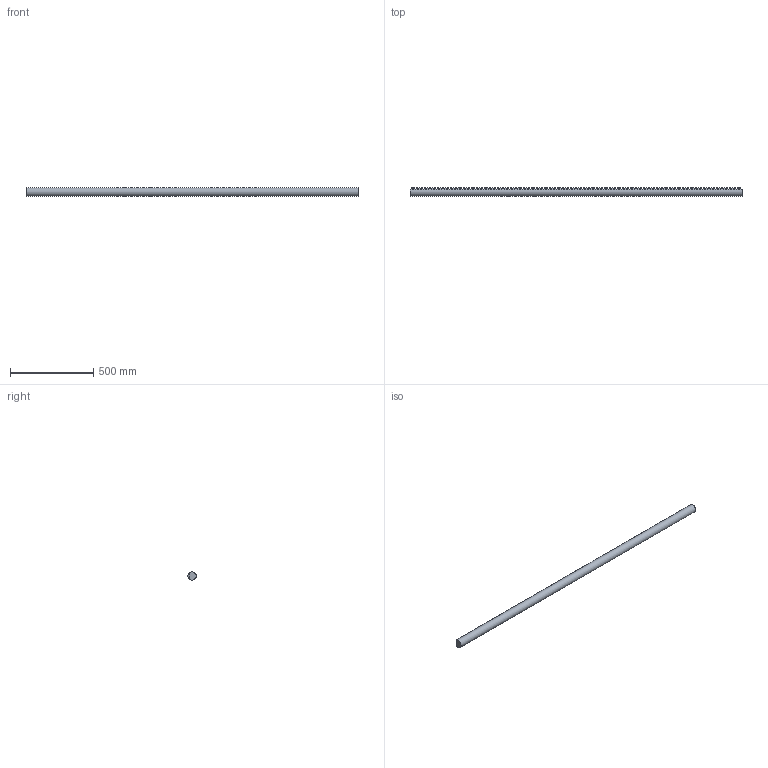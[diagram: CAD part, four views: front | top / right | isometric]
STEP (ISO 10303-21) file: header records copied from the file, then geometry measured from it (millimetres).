
FILE_DESCRIPTION(/* description */ ('STEP AP203'),/* implementation_level */ '2;1');
FILE_NAME(/* name */ '24563400',/* time_stamp */ '2024-05-23T11:34:35+02:00',/* author */ ('License CC BY-ND 4.0'),/* organization */ ('CADENAS'),/* preprocessor_version */ 'ST-DEVELOPER v19.3',/* originating_system */ 'PARTsolutions',/* authorisation */ ' ');
FILE_SCHEMA (('CONFIG_CONTROL_DESIGN'));
Length unit declared in the file: millimetre
Products named in the file (1): 24563400
Bounding box: 2000 x 49.91 x 49.89 mm (x, y, z)
Volume: 3645912.6 mm3; surface area: 369864.7 mm2
Topology: 1 solids, 1 shells, 385 faces, 895 edges, 512 vertices
Faces by surface type: plane 384, cylinder 1
Full cylindrical faces by diameter (mm): 50 x1
Entity records: 10028 total; most frequent: DIRECTION 1796, CARTESIAN_POINT 1666, ORIENTED_EDGE 1536, EDGE_CURVE 768, AXIS2_PLACEMENT_3D 642, LINE 512, VECTOR 512, VERTEX_POINT 512
